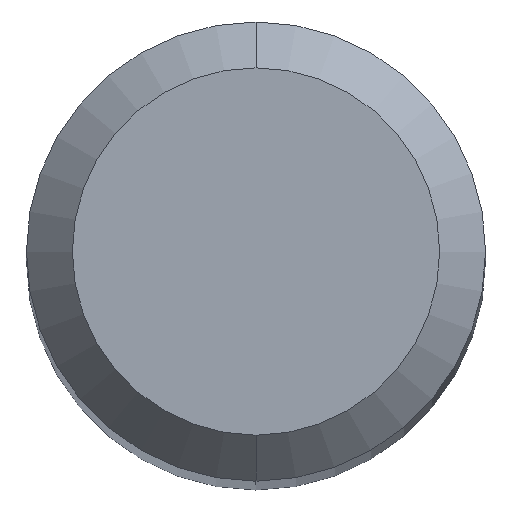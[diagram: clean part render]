
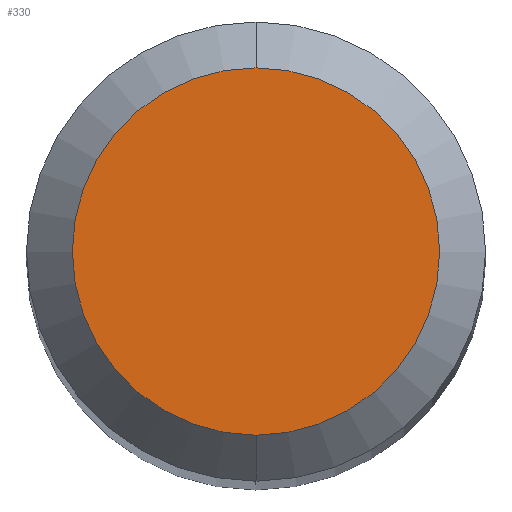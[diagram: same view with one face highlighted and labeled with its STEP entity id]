
A CAD part, top view. The second image highlights one B-rep face of the part: STEP entity #330.
In plain terms, the highlighted planar face has unit normal (0, 0, 1).
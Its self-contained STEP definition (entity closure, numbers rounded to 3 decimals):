
#3 = DIRECTION ( 'NONE',  ( 0., 1., 0. ) ) ;
#24 = ORIENTED_EDGE ( 'NONE', *, *, #125, .F. ) ;
#32 = DIRECTION ( 'NONE',  ( 0., 0., -1. ) ) ;
#48 = DIRECTION ( 'NONE',  ( 0., 0., -1. ) ) ;
#92 = DIRECTION ( 'NONE',  ( 0., 0., -1. ) ) ;
#100 = CARTESIAN_POINT ( 'NONE',  ( 0., 1.2, 38. ) ) ;
#116 = AXIS2_PLACEMENT_3D ( 'NONE', #328, #32, #292 ) ;
#119 = CARTESIAN_POINT ( 'NONE',  ( 0., 0., 38. ) ) ;
#125 = EDGE_CURVE ( 'NONE', #272, #175, #177, .T. ) ;
#143 = CARTESIAN_POINT ( 'NONE',  ( 0., -1.2, 38. ) ) ;
#159 = AXIS2_PLACEMENT_3D ( 'NONE', #119, #48, #215 ) ;
#175 = VERTEX_POINT ( 'NONE', #143 ) ;
#177 = CIRCLE ( 'NONE', #317, 1.2 ) ;
#215 = DIRECTION ( 'NONE',  ( 0., 1., 0. ) ) ;
#262 = EDGE_LOOP ( 'NONE', ( #24, #360 ) ) ;
#265 = PLANE ( 'NONE',  #159 ) ;
#272 = VERTEX_POINT ( 'NONE', #100 ) ;
#292 = DIRECTION ( 'NONE',  ( 0., 1., 0. ) ) ;
#310 = CARTESIAN_POINT ( 'NONE',  ( 0., 0., 38. ) ) ;
#317 = AXIS2_PLACEMENT_3D ( 'NONE', #310, #92, #3 ) ;
#320 = EDGE_CURVE ( 'NONE', #175, #272, #333, .T. ) ;
#328 = CARTESIAN_POINT ( 'NONE',  ( 0., 0., 38. ) ) ;
#330 = ADVANCED_FACE ( 'NONE', ( #343 ), #265, .F. ) ;
#333 = CIRCLE ( 'NONE', #116, 1.2 ) ;
#343 = FACE_OUTER_BOUND ( 'NONE', #262, .T. ) ;
#360 = ORIENTED_EDGE ( 'NONE', *, *, #320, .F. ) ;
